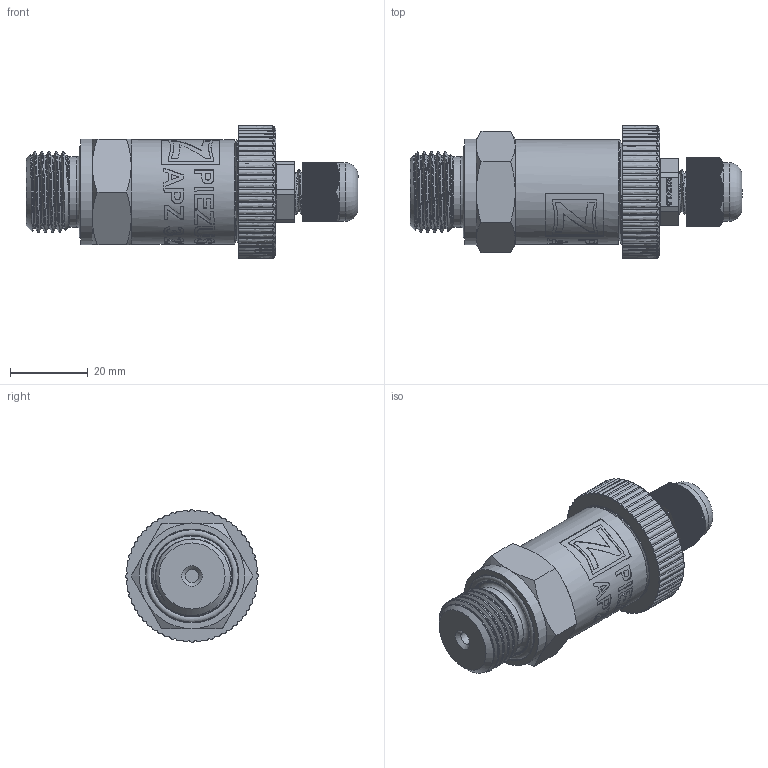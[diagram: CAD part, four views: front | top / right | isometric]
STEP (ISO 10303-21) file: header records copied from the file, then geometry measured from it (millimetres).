
FILE_DESCRIPTION(/* description */ (''),/* implementation_level */ '2;1');
FILE_NAME(/* name */ 'APZ3230_G1''2DIN_CableGland.step',/* time_stamp */ '2021-06-24T10:52:08+03:00',/* author */ (''),/* organization */ (''),/* preprocessor_version */ 'ST-DEVELOPER v18.1',/* originating_system */ 'Autodesk Translation Framework v10.9.0.1377',/* authorisation */ '');
FILE_SCHEMA (('AUTOMOTIVE_DESIGN { 1 0 10303 214 3 1 1 }'));
Products named in the file (8): APZ3230_G1'2DIN_CableGland; G1/2 DIN; OMAL nut M27x1.5 v8; Ш100.000.001 v3; M12x1.5 Cable gland v3; Cable gland; Rubber gasket; M12 Domed nut
Assembly tree (7 placements, depth 3):
  APZ3230_G1'2DIN_CableGland
    G1/2 DIN
    OMAL nut M27x1.5 v8
    Ш100.000.001 v3
    M12x1.5 Cable gland v3
      Cable gland
      Rubber gasket
      M12 Domed nut
Bounding box: 85.16 x 34 x 34 mm (x, y, z)
Volume: 38270.2 mm3; surface area: 16865.2 mm2
Topology: 7 solids, 7 shells, 2686 faces, 7838 edges, 5209 vertices
Faces by surface type: plane 1481, cylinder 761, bspline 411, cone 23, torus 9, sphere 1
Full cylindrical faces by diameter (mm): 1 x6, 3.3 x1, 7.5 x1, 8 x1, 9.976 x5, 10 x6, 10.376 x4, 10.526 x1, 11.6 x4, 12 x5, 12.6 x1, 15 x1, 17 x1, 18 x1, 18.631 x4, 20.956 x1, 21.4 x2, 23.7 x1, 24.5 x1, 25.132 x4, 25.526 x4, 26.85 x4, 27 x1, 27.208 x5
Entity records: 125110 total; most frequent: CARTESIAN_POINT 56173, ORIENTED_EDGE 15676, DIRECTION 12738, EDGE_CURVE 7838, VERTEX_POINT 5209, LINE 4450, VECTOR 4450, AXIS2_PLACEMENT_3D 4144
